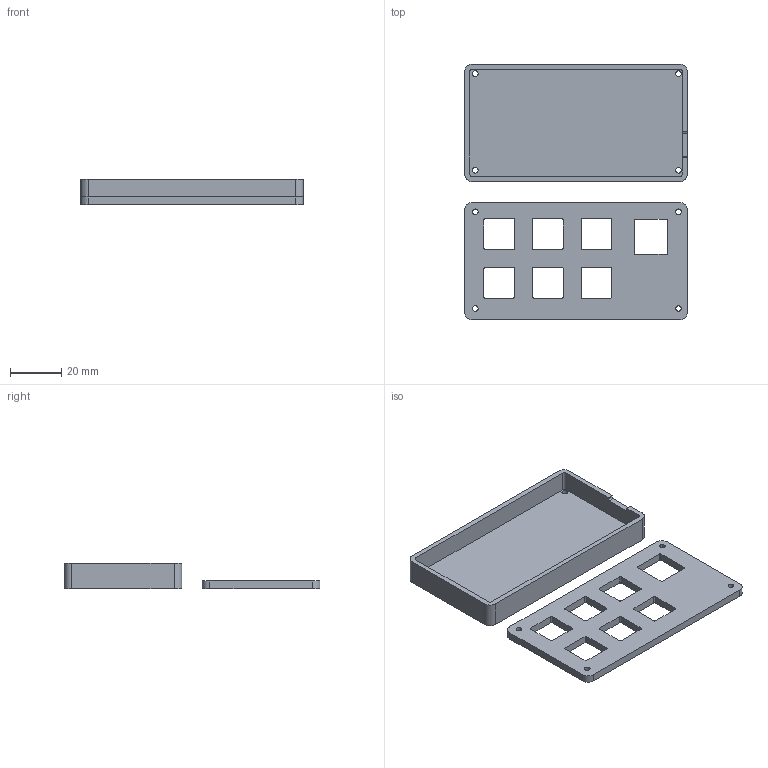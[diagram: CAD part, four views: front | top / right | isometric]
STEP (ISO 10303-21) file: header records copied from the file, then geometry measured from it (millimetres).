
FILE_DESCRIPTION(/* description */ (''),/* implementation_level */ '2;1');
FILE_NAME(/* name */ 'WafflePad_Case_TB.step',/* time_stamp */ '2024-10-21T20:05:28-04:00',/* author */ (''),/* organization */ (''),/* preprocessor_version */ 'ST-DEVELOPER v20',/* originating_system */ 'Autodesk Translation Framework v13.20.0.188',/* authorisation */ '');
FILE_SCHEMA (('AUTOMOTIVE_DESIGN { 1 0 10303 214 3 1 1 }'));
Length unit declared in the file: millimetre
Products named in the file (1): HackPad
Bounding box: 87 x 100 x 9.9 mm (x, y, z)
Volume: 19634.6 mm3; surface area: 20446.7 mm2
Topology: 2 solids, 2 shells, 109 faces, 315 edges, 210 vertices
Faces by surface type: plane 56, cylinder 53
Full cylindrical faces by diameter (mm): 2.2 x7
Entity records: 3707 total; most frequent: DIRECTION 641, CARTESIAN_POINT 635, ORIENTED_EDGE 630, EDGE_CURVE 315, AXIS2_PLACEMENT_3D 216, VERTEX_POINT 210, LINE 209, VECTOR 209
